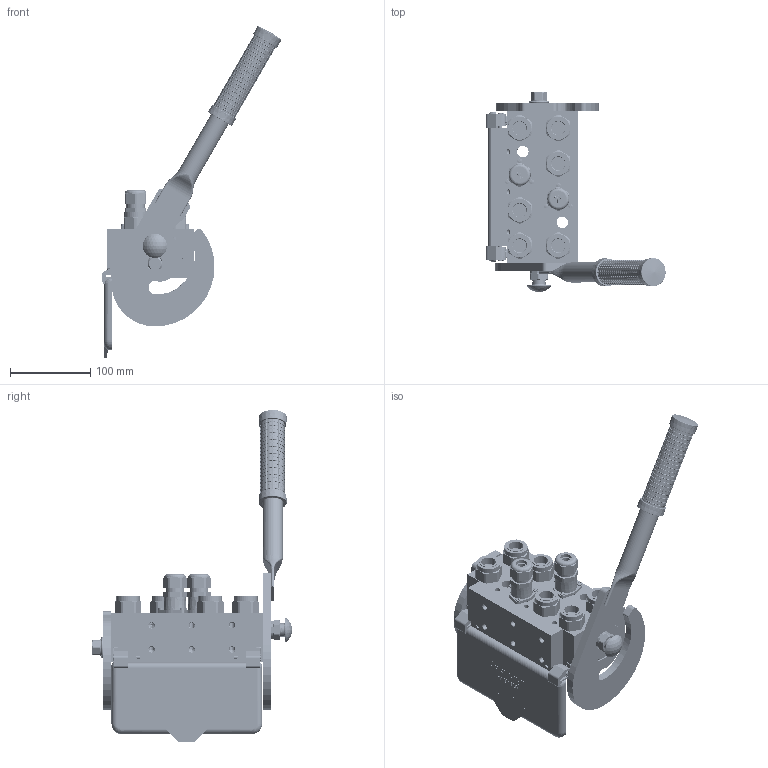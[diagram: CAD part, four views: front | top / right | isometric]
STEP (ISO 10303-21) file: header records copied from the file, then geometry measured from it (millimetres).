
FILE_DESCRIPTION (( 'STEP AP214' ), '1' );
FILE_NAME ('FASTER.step', '2021-05-22T19:45:28', ( '' ), ( '' ), 'SwSTEP 2.0', 'SolidWorks 2017', '' );
FILE_SCHEMA (( 'AUTOMOTIVE_DESIGN' ));
Length unit declared in the file: millimetre
Products named in the file (38): 4850_024_0000_012; 4830_022_0000_011; 4850_024_2000_020; curs_molla_12; FASTER; 4830_046_0000_000; 4830_070_0000_001; 4830_044_0000_000; 4850_024_2000_000_ASM; 4830_001_0005_301; 4830_025_1000_000; 2ffnb12_gas_f; 4340_014_0000_000; et012; 4142_072_1000_300; conn_3p_f; 4830_025_2000_000; 4850_024_2000_011; or1_5x7_m; ET007-ET012; P808_F_BASE; 4830_001_0004_000; corpospel08-3f; et007; 4850_001_0001_005; 4241_072_0000_200; 1540_080_0012_000; 4850_024_0000_020; 0048_042_0412_000; or2_62x17_86; sicura_p5; 4850_020_0000_020; 4830_025_0000_001; 4850_024_0000_021; A_2ffnb12_gas_f; 4830_001_0005_300; 4850_024_2000_000
Assembly tree (47 placements, depth 4):
  FASTER
    P808_F_BASE
      4850_020_0000_020
      4850_001_0001_005
      4830_001_0004_000  x2
      4830_001_0005_300
      4830_001_0005_301
    A_2ffnb12_gas_f  x6
      curs_molla_12
        4340_014_0000_000
        4142_072_1000_300
      2ffnb12_gas_f
        2ffnb12_gas_f
    conn_3p_f  x2
      corpospel08-3f
      4830_044_0000_000
      4830_046_0000_000
      4241_072_0000_200
    4850_024_2000_000
      4850_024_2000_000_ASM
        4850_024_2000_020
        4850_024_2000_011
        4850_024_0000_021
      sicura_p5
        4830_025_0000_001
        or1_5x7_m
        0048_042_0412_000
      4850_024_0000_012
      4850_024_0000_020
      1540_080_0012_000
      4830_025_2000_000
      4830_025_1000_000
      4830_022_0000_011
      4830_070_0000_001
      or2_62x17_86  x2
    ET007-ET012
      et012
      et007
Bounding box: 222.69 x 248.93 x 412.47 mm (x, y, z)
Volume: 307750.2 mm3; surface area: 509723.5 mm2
Topology: 35 solids, 128 shells, 8004 faces, 21906 edges, 14184 vertices
Faces by surface type: plane 3701, cylinder 2327, torus 940, cone 597, bspline 360, sphere 79
Entity records: 255416 total; most frequent: CARTESIAN_POINT 102570, ORIENTED_EDGE 31241, DIRECTION 27023, EDGE_CURVE 16022, VERTEX_POINT 10397, VECTOR 9743, LINE 9743, AXIS2_PLACEMENT_3D 8640
